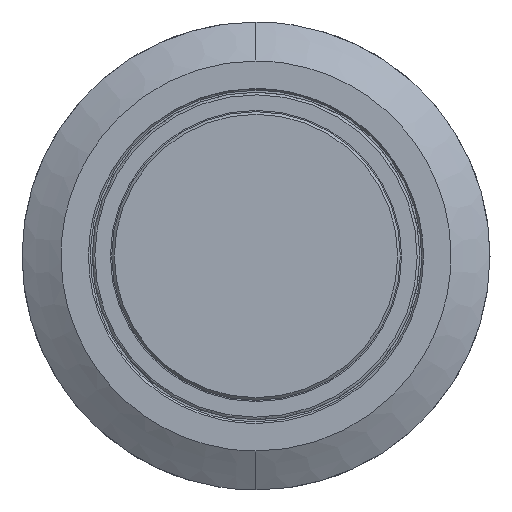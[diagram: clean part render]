
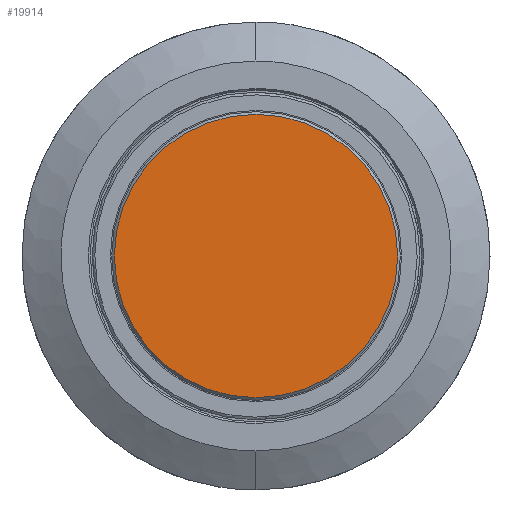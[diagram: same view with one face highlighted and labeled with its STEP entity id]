
A CAD part, left-side view. The second image highlights one B-rep face of the part: STEP entity #19914.
In plain terms, the highlighted planar face has unit normal (-1, 0, 0).
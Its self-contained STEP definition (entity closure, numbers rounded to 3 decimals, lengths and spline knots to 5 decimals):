
#5472=FACE_OUTER_BOUND('',#6550,.T.);
#6550=EDGE_LOOP('',(#13000));
#7670=CIRCLE('',#21024,0.21457);
#7807=VERTEX_POINT('',#25799);
#9856=EDGE_CURVE('',#7807,#7807,#7670,.T.);
#13000=ORIENTED_EDGE('',*,*,#9856,.F.);
#19206=PLANE('',#21027);
#19914=ADVANCED_FACE('',(#5472),#19206,.F.);
#21024=AXIS2_PLACEMENT_3D('',#25801,#21960,#21961);
#21027=AXIS2_PLACEMENT_3D('',#25806,#21967,#21968);
#21960=DIRECTION('center_axis',(1.,0.,0.));
#21961=DIRECTION('ref_axis',(0.,-1.,0.));
#21967=DIRECTION('center_axis',(1.,0.,0.));
#21968=DIRECTION('ref_axis',(0.,0.,
-1.));
#25799=CARTESIAN_POINT('',(-0.30709,0.21457,0.));
#25801=CARTESIAN_POINT('Origin',(-0.30709,0.,
0.));
#25806=CARTESIAN_POINT('Origin',(-0.30709,0.,
0.));
